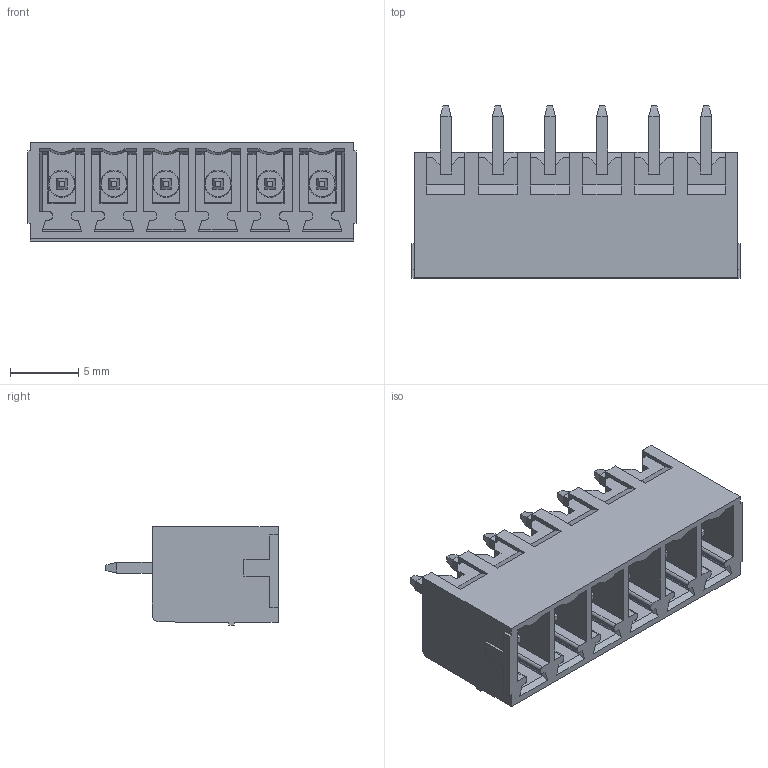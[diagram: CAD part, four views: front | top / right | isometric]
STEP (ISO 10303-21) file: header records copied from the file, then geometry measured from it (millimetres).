
FILE_DESCRIPTION((''),'2;1');
FILE_NAME('WJ15EDGVC-381-06P','2017-03-15T',('QZY'),(''),'CREO PARAMETRIC BY PTC INC, 2014440','CREO PARAMETRIC BY PTC INC, 2014440','');
FILE_SCHEMA(('CONFIG_CONTROL_DESIGN'));
Length unit declared in the file: millimetre
Products named in the file (1): WJ15EDGVC-381-06P
Bounding box: 24.05 x 12.6 x 7.2 mm (x, y, z)
Volume: 735.5 mm3; surface area: 2208.7 mm2
Topology: 1 solids, 1 shells, 501 faces, 1335 edges, 848 vertices
Faces by surface type: plane 440, cylinder 31, cone 18, sphere 12
Entity records: 15214 total; most frequent: CARTESIAN_POINT 2720, ORIENTED_EDGE 2646, DIRECTION 2429, EDGE_CURVE 1323, VECTOR 1195, LINE 1195, VERTEX_POINT 848, AXIS2_PLACEMENT_3D 617
